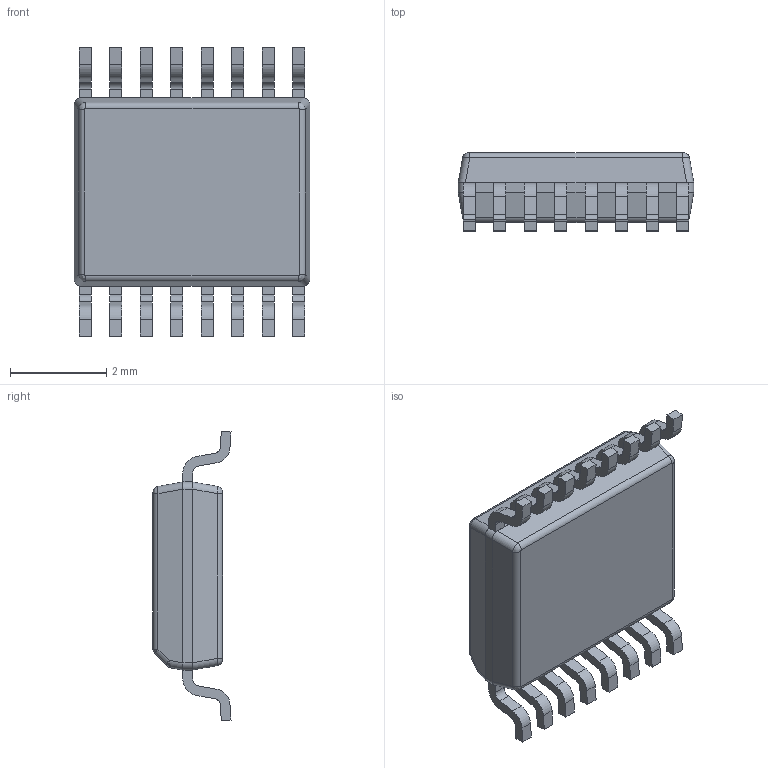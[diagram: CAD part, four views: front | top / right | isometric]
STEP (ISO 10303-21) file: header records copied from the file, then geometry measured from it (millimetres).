
FILE_DESCRIPTION((''),'2;1');
FILE_NAME('DBQ0016A_ASM','2013-10-01T',('a0412025'),(''),'PRO/ENGINEER BY PARAMETRIC TECHNOLOGY CORPORATION, 2011490','PRO/ENGINEER BY PARAMETRIC TECHNOLOGY CORPORATION, 2011490','');
FILE_SCHEMA(('AUTOMOTIVE_DESIGN_CC2 { 1 2 10303 214 -1 1 5 2 }'));
Length unit declared in the file: inch
Products named in the file (3): BODY-SO; LEAD-DBQ0016B; DBQ0016A_ASM
Assembly tree (17 placements, depth 2):
  DBQ0016A_ASM
    BODY-SO
    LEAD-DBQ0016B  x16
Bounding box: 4.9 x 1.63 x 6.02 mm (x, y, z)
Volume: 27.6 mm3; surface area: 82.3 mm2
Topology: 17 solids, 17 shells, 280 faces, 700 edges, 454 vertices
Faces by surface type: plane 183, cylinder 87, bspline 8, sphere 2
Entity records: 3875 total; most frequent: CARTESIAN_POINT 1696, DIRECTION 322, ORIENTED_EDGE 320, PRESENTATION_STYLE_ASSIGNMENT 162, STYLED_ITEM 162, CURVE_STYLE 160, EDGE_CURVE 160, AXIS2_PLACEMENT_3D 120
